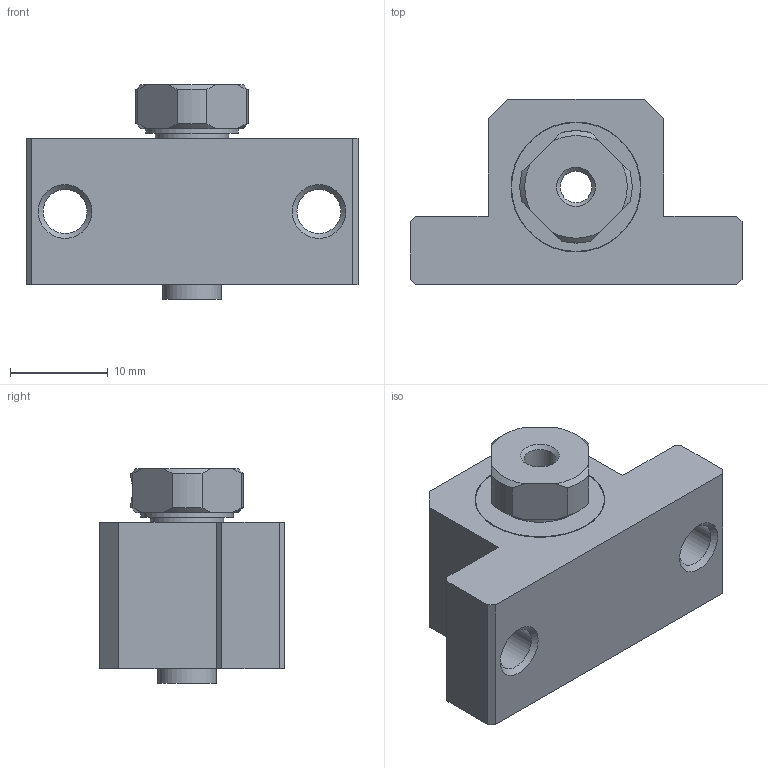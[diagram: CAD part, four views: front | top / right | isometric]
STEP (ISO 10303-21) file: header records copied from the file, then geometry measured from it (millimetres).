
FILE_DESCRIPTION( ( 'STEP AP203' ), ' ' );
FILE_NAME( 'EK_4Yes.stp', '2018-02-07T14:28:35', ( '' ), ( '' ), ' ', 'PARTsolutions', ' ' );
FILE_SCHEMA( ( 'CONFIG_CONTROL_DESIGN' ) );
Length unit declared in the file: millimetre
Products named in the file (3): EK 4Yes; _EK 4; _EK 4collar
Assembly tree (2 placements, depth 2):
  EK 4Yes
    _EK 4
    _EK 4collar
Bounding box: 34 x 19 x 22 mm (x, y, z)
Volume: 6760.4 mm3; surface area: 3275.8 mm2
Topology: 2 solids, 3 shells, 74 faces, 166 edges, 108 vertices
Faces by surface type: plane 40, cylinder 19, cone 14, torus 1
Full cylindrical faces by diameter (mm): 2.6 x2, 3.242 x1, 4 x2, 4.5 x2, 6 x2, 7.5 x1, 9.5 x1, 13.2 x2, 13.3 x2
Entity records: 2140 total; most frequent: CARTESIAN_POINT 434, DIRECTION 332, ORIENTED_EDGE 288, EDGE_CURVE 144, AXIS2_PLACEMENT_3D 128, EDGE_LOOP 114, VERTEX_POINT 108, FACE_OUTER_BOUND 90
